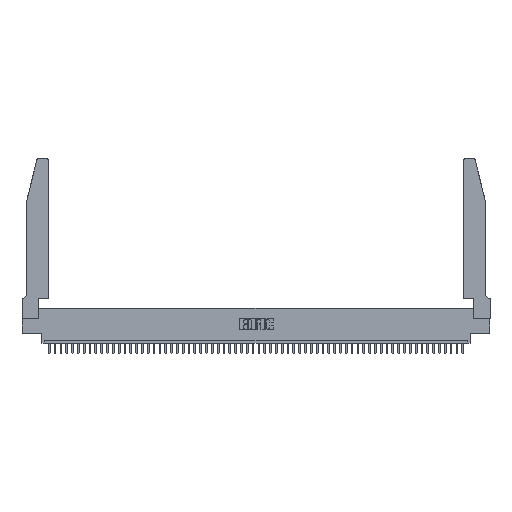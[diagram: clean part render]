
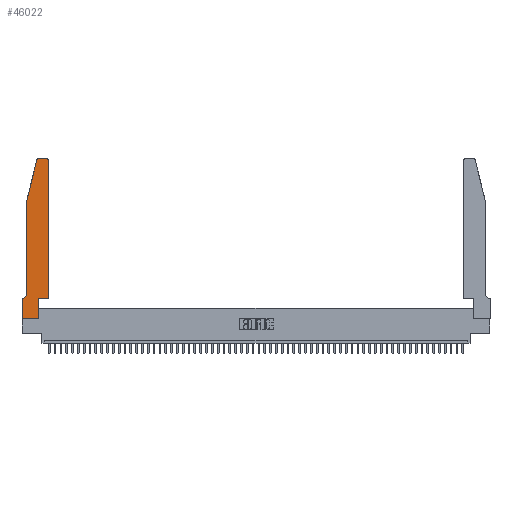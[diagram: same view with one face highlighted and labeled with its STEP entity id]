
A CAD part, top view. The second image highlights one B-rep face of the part: STEP entity #46022.
In plain terms, the highlighted planar face has unit normal (0, 0, 1).
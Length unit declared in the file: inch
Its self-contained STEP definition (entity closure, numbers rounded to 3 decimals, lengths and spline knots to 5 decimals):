
#353 = VERTEX_POINT ( 'NONE', #27393 ) ;
#635 = EDGE_CURVE ( 'NONE', #23906, #51040, #50151, .T. ) ;
#675 = CARTESIAN_POINT ( 'NONE',  ( 0.0055, 0.42, 0.37 ) ) ;
#1321 = EDGE_CURVE ( 'NONE', #49899, #45381, #24808, .T. ) ;
#1769 = VECTOR ( 'NONE', #21068, 39.37008 ) ;
#1873 = FACE_OUTER_BOUND ( 'NONE', #15913, .T. ) ;
#2470 = VECTOR ( 'NONE', #50845, 39.37008 ) ;
#4142 = CIRCLE ( 'NONE', #22577, 0.07 ) ;
#4638 = EDGE_CURVE ( 'NONE', #19173, #49899, #13796, .T. ) ;
#4730 = CARTESIAN_POINT ( 'NONE',  ( 0., 0.35, 0.37 ) ) ;
#5176 = DIRECTION ( 'NONE',  ( -1., 0., 0. ) ) ;
#6512 = DIRECTION ( 'NONE',  ( 0., 0., 1. ) ) ;
#7376 = VERTEX_POINT ( 'NONE', #35518 ) ;
#8178 = CARTESIAN_POINT ( 'NONE',  ( 0.25487, 2.72718, 0.37 ) ) ;
#8431 = CARTESIAN_POINT ( 'NONE',  ( 0.0755, 2., 0.37 ) ) ;
#8879 = DIRECTION ( 'NONE',  ( -1., 0., 0. ) ) ;
#9351 = CARTESIAN_POINT ( 'NONE',  ( 0.0755, 2., 0.37 ) ) ;
#9354 = CARTESIAN_POINT ( 'NONE',  ( 0.4205, 2.72, 0.37 ) ) ;
#9522 = DIRECTION ( 'NONE',  ( 1., 0., 0. ) ) ;
#11696 = VERTEX_POINT ( 'NONE', #25191 ) ;
#11829 = ORIENTED_EDGE ( 'NONE', *, *, #1321, .T. ) ;
#12091 = DIRECTION ( 'NONE',  ( 1., 0., 0. ) ) ;
#13224 = DIRECTION ( 'NONE',  ( 0., 0., 1. ) ) ;
#13708 = CARTESIAN_POINT ( 'NONE',  ( 0.2605, 2.75, 0.37 ) ) ;
#13796 = LINE ( 'NONE', #25001, #2470 ) ;
#14170 = ORIENTED_EDGE ( 'NONE', *, *, #28670, .T. ) ;
#14356 = LINE ( 'NONE', #31150, #53646 ) ;
#14854 = VECTOR ( 'NONE', #23323, 39.37008 ) ;
#15116 = CARTESIAN_POINT ( 'NONE',  ( 0.4505, 0.35, 0.37 ) ) ;
#15913 = EDGE_LOOP ( 'NONE', ( #21194, #29162, #33886, #22766, #25140, #33711, #11829, #14170, #48590, #19345, #28773, #51095 ) ) ;
#17666 = PLANE ( 'NONE',  #35755 ) ;
#17851 = CARTESIAN_POINT ( 'NONE',  ( 0.2865, 0., 0.37 ) ) ;
#19173 = VERTEX_POINT ( 'NONE', #31922 ) ;
#19345 = ORIENTED_EDGE ( 'NONE', *, *, #30711, .T. ) ;
#20348 = VERTEX_POINT ( 'NONE', #48199 ) ;
#20715 = EDGE_CURVE ( 'NONE', #11696, #7376, #37074, .T. ) ;
#20830 = EDGE_CURVE ( 'NONE', #22538, #11696, #36371, .T. ) ;
#20907 = LINE ( 'NONE', #15116, #34906 ) ;
#21068 = DIRECTION ( 'NONE',  ( 0., -1., 0. ) ) ;
#21194 = ORIENTED_EDGE ( 'NONE', *, *, #24341, .T. ) ;
#22347 = DIRECTION ( 'NONE',  ( -0.239, -0.971, 0. ) ) ;
#22538 = VERTEX_POINT ( 'NONE', #8178 ) ;
#22577 = AXIS2_PLACEMENT_3D ( 'NONE', #675, #26524, #8879 ) ;
#22766 = ORIENTED_EDGE ( 'NONE', *, *, #20715, .T. ) ;
#23323 = DIRECTION ( 'NONE',  ( 0., 1., 0. ) ) ;
#23906 = VERTEX_POINT ( 'NONE', #17851 ) ;
#24341 = EDGE_CURVE ( 'NONE', #35052, #20348, #51983, .T. ) ;
#24378 = VECTOR ( 'NONE', #22347, 39.37008 ) ;
#24693 = CARTESIAN_POINT ( 'NONE',  ( 0.4205, 2.75, 0.37 ) ) ;
#24808 = LINE ( 'NONE', #26385, #29454 ) ;
#25001 = CARTESIAN_POINT ( 'NONE',  ( 0.0755, 0.35, 0.37 ) ) ;
#25140 = ORIENTED_EDGE ( 'NONE', *, *, #31757, .T. ) ;
#25191 = CARTESIAN_POINT ( 'NONE',  ( 0.0755, 2., 0.37 ) ) ;
#26385 = CARTESIAN_POINT ( 'NONE',  ( 0., 0., 0.37 ) ) ;
#26524 = DIRECTION ( 'NONE',  ( 0., 0., -1. ) ) ;
#27146 = DIRECTION ( 'NONE',  ( 1., 0., 0. ) ) ;
#27393 = CARTESIAN_POINT ( 'NONE',  ( 0.4505, 0.35, 0.37 ) ) ;
#28309 = DIRECTION ( 'NONE',  ( 1., 0., 0. ) ) ;
#28670 = EDGE_CURVE ( 'NONE', #45381, #23906, #28824, .T. ) ;
#28773 = ORIENTED_EDGE ( 'NONE', *, *, #55047, .T. ) ;
#28824 = LINE ( 'NONE', #29562, #43469 ) ;
#29162 = ORIENTED_EDGE ( 'NONE', *, *, #33144, .T. ) ;
#29454 = VECTOR ( 'NONE', #43296, 39.37008 ) ;
#29562 = CARTESIAN_POINT ( 'NONE',  ( 0., 0., 0.37 ) ) ;
#30711 = EDGE_CURVE ( 'NONE', #51040, #353, #20907, .T. ) ;
#31150 = CARTESIAN_POINT ( 'NONE',  ( 0.4505, 0.35, 0.37 ) ) ;
#31757 = EDGE_CURVE ( 'NONE', #7376, #19173, #4142, .T. ) ;
#31922 = CARTESIAN_POINT ( 'NONE',  ( 0.0055, 0.35, 0.37 ) ) ;
#33144 = EDGE_CURVE ( 'NONE', #20348, #22538, #37242, .T. ) ;
#33711 = ORIENTED_EDGE ( 'NONE', *, *, #4638, .T. ) ;
#33886 = ORIENTED_EDGE ( 'NONE', *, *, #20830, .T. ) ;
#34034 = VERTEX_POINT ( 'NONE', #43727 ) ;
#34816 = CARTESIAN_POINT ( 'NONE',  ( 0., 0.35, 0.37 ) ) ;
#34906 = VECTOR ( 'NONE', #28309, 39.37008 ) ;
#35004 = CARTESIAN_POINT ( 'NONE',  ( 0.284, 2.72, 0.37 ) ) ;
#35052 = VERTEX_POINT ( 'NONE', #24693 ) ;
#35518 = CARTESIAN_POINT ( 'NONE',  ( 0.0755, 0.42, 0.37 ) ) ;
#35755 = AXIS2_PLACEMENT_3D ( 'NONE', #34816, #13224, #42954 ) ;
#35979 = CARTESIAN_POINT ( 'NONE',  ( 0.2865, 0.35, 0.37 ) ) ;
#36371 = LINE ( 'NONE', #9351, #24378 ) ;
#36726 = AXIS2_PLACEMENT_3D ( 'NONE', #9354, #6512, #27146 ) ;
#37074 = LINE ( 'NONE', #8431, #1769 ) ;
#37242 = CIRCLE ( 'NONE', #47537, 0.03 ) ;
#39250 = DIRECTION ( 'NONE',  ( 0., 0., 1. ) ) ;
#41466 = CIRCLE ( 'NONE', #36726, 0.03 ) ;
#42881 = EDGE_CURVE ( 'NONE', #34034, #35052, #41466, .T. ) ;
#42954 = DIRECTION ( 'NONE',  ( 1., 0., 0. ) ) ;
#43296 = DIRECTION ( 'NONE',  ( 0., -1., 0. ) ) ;
#43469 = VECTOR ( 'NONE', #12091, 39.37008 ) ;
#43727 = CARTESIAN_POINT ( 'NONE',  ( 0.4505, 2.72, 0.37 ) ) ;
#45381 = VERTEX_POINT ( 'NONE', #48261 ) ;
#46022 = ADVANCED_FACE ( 'NONE', ( #1873 ), #17666, .T. ) ;
#46652 = VECTOR ( 'NONE', #5176, 39.37008 ) ;
#47537 = AXIS2_PLACEMENT_3D ( 'NONE', #35004, #39250, #9522 ) ;
#48199 = CARTESIAN_POINT ( 'NONE',  ( 0.284, 2.75, 0.37 ) ) ;
#48261 = CARTESIAN_POINT ( 'NONE',  ( 0., 0., 0.37 ) ) ;
#48590 = ORIENTED_EDGE ( 'NONE', *, *, #635, .T. ) ;
#49899 = VERTEX_POINT ( 'NONE', #4730 ) ;
#50151 = LINE ( 'NONE', #35979, #14854 ) ;
#50845 = DIRECTION ( 'NONE',  ( -1., 0., 0. ) ) ;
#51040 = VERTEX_POINT ( 'NONE', #51118 ) ;
#51095 = ORIENTED_EDGE ( 'NONE', *, *, #42881, .T. ) ;
#51118 = CARTESIAN_POINT ( 'NONE',  ( 0.2865, 0.35, 0.37 ) ) ;
#51804 = DIRECTION ( 'NONE',  ( 0., 1., 0. ) ) ;
#51983 = LINE ( 'NONE', #13708, #46652 ) ;
#53646 = VECTOR ( 'NONE', #51804, 39.37008 ) ;
#55047 = EDGE_CURVE ( 'NONE', #353, #34034, #14356, .T. ) ;
